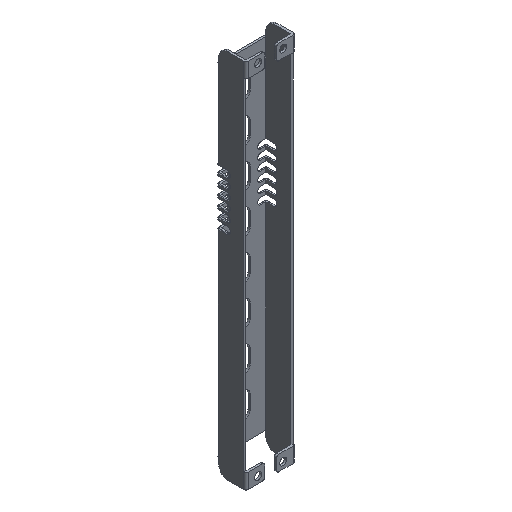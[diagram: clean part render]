
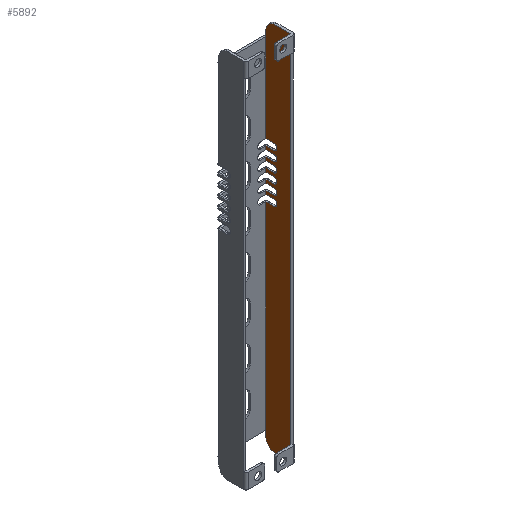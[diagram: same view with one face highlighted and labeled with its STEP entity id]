
A CAD part, isometric view. The second image highlights one B-rep face of the part: STEP entity #5892.
In plain terms, the highlighted planar face has unit normal (-1, 0, 0).
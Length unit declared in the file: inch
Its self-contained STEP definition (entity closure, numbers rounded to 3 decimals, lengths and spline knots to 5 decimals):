
#1557=CARTESIAN_POINT('',(0.64,-0.312,-5.03));
#1558=DIRECTION('',(-1.,0.,0.));
#1559=DIRECTION('',(0.,1.,0.));
#1560=AXIS2_PLACEMENT_3D('',#1557,#1558,#1559);
#1571=DIRECTION('',(0.,0.,1.));
#1572=VECTOR('',#1571,0.43);
#1573=CARTESIAN_POINT('',(0.64,-0.772,4.85));
#1574=LINE('',#1573,#1572);
#1575=DIRECTION('',(0.,0.,-1.));
#1576=VECTOR('',#1575,0.43);
#1577=CARTESIAN_POINT('',(0.64,-0.772,-4.85));
#1578=LINE('',#1577,#1576);
#1579=DIRECTION('',(0.,0.,1.));
#1580=VECTOR('',#1579,0.18);
#1581=CARTESIAN_POINT('',(0.64,-0.062,-5.03));
#1582=LINE('',#1581,#1580);
#1583=DIRECTION('',(0.,0.,1.));
#1584=VECTOR('',#1583,5.637);
#1585=CARTESIAN_POINT('',(0.64,-0.062,-4.85));
#1586=LINE('',#1585,#1584);
#1587=DIRECTION('',(0.,-1.,0.));
#1588=VECTOR('',#1587,0.218);
#1589=CARTESIAN_POINT('',(0.64,-0.062,0.787));
#1590=LINE('',#1589,#1588);
#1591=CARTESIAN_POINT('',(0.64,-0.28,0.875));
#1592=DIRECTION('',(1.,0.,0.));
#1593=DIRECTION('',(0.,0.,1.));
#1594=AXIS2_PLACEMENT_3D('',#1591,#1592,#1593);
#1596=DIRECTION('',(0.,-1.,0.));
#1597=VECTOR('',#1596,0.218);
#1598=CARTESIAN_POINT('',(0.64,-0.062,0.963));
#1599=LINE('',#1598,#1597);
#1600=DIRECTION('',(0.,0.,1.));
#1601=VECTOR('',#1600,0.099);
#1602=CARTESIAN_POINT('',(0.64,-0.062,0.963));
#1603=LINE('',#1602,#1601);
#1604=DIRECTION('',(0.,-1.,0.));
#1605=VECTOR('',#1604,0.218);
#1606=CARTESIAN_POINT('',(0.64,-0.062,1.062));
#1607=LINE('',#1606,#1605);
#1608=CARTESIAN_POINT('',(0.64,-0.28,1.15));
#1609=DIRECTION('',(1.,0.,0.));
#1610=DIRECTION('',(0.,0.,1.));
#1611=AXIS2_PLACEMENT_3D('',#1608,#1609,#1610);
#1613=DIRECTION('',(0.,-1.,0.));
#1614=VECTOR('',#1613,0.218);
#1615=CARTESIAN_POINT('',(0.64,-0.062,1.238));
#1616=LINE('',#1615,#1614);
#1617=DIRECTION('',(0.,0.,1.));
#1618=VECTOR('',#1617,0.099);
#1619=CARTESIAN_POINT('',(0.64,-0.062,1.238));
#1620=LINE('',#1619,#1618);
#1621=DIRECTION('',(0.,-1.,0.));
#1622=VECTOR('',#1621,0.218);
#1623=CARTESIAN_POINT('',(0.64,-0.062,1.337));
#1624=LINE('',#1623,#1622);
#1625=CARTESIAN_POINT('',(0.64,-0.28,1.425));
#1626=DIRECTION('',(1.,0.,0.));
#1627=DIRECTION('',(0.,0.,1.));
#1628=AXIS2_PLACEMENT_3D('',#1625,#1626,#1627);
#1630=DIRECTION('',(0.,-1.,0.));
#1631=VECTOR('',#1630,0.218);
#1632=CARTESIAN_POINT('',(0.64,-0.062,1.513));
#1633=LINE('',#1632,#1631);
#1634=DIRECTION('',(0.,0.,1.));
#1635=VECTOR('',#1634,0.099);
#1636=CARTESIAN_POINT('',(0.64,-0.062,1.513));
#1637=LINE('',#1636,#1635);
#1638=DIRECTION('',(0.,-1.,0.));
#1639=VECTOR('',#1638,0.218);
#1640=CARTESIAN_POINT('',(0.64,-0.062,1.612));
#1641=LINE('',#1640,#1639);
#1642=CARTESIAN_POINT('',(0.64,-0.28,1.7));
#1643=DIRECTION('',(1.,0.,0.));
#1644=DIRECTION('',(0.,0.,1.));
#1645=AXIS2_PLACEMENT_3D('',#1642,#1643,#1644);
#1647=DIRECTION('',(0.,-1.,0.));
#1648=VECTOR('',#1647,0.218);
#1649=CARTESIAN_POINT('',(0.64,-0.062,1.788));
#1650=LINE('',#1649,#1648);
#1651=DIRECTION('',(0.,0.,1.));
#1652=VECTOR('',#1651,0.099);
#1653=CARTESIAN_POINT('',(0.64,-0.062,1.788));
#1654=LINE('',#1653,#1652);
#1655=DIRECTION('',(0.,-1.,0.));
#1656=VECTOR('',#1655,0.218);
#1657=CARTESIAN_POINT('',(0.64,-0.062,1.887));
#1658=LINE('',#1657,#1656);
#1659=CARTESIAN_POINT('',(0.64,-0.28,1.975));
#1660=DIRECTION('',(1.,0.,0.));
#1661=DIRECTION('',(0.,0.,1.));
#1662=AXIS2_PLACEMENT_3D('',#1659,#1660,#1661);
#1664=DIRECTION('',(0.,-1.,0.));
#1665=VECTOR('',#1664,0.218);
#1666=CARTESIAN_POINT('',(0.64,-0.062,2.063));
#1667=LINE('',#1666,#1665);
#1668=DIRECTION('',(0.,0.,1.));
#1669=VECTOR('',#1668,0.099);
#1670=CARTESIAN_POINT('',(0.64,-0.062,2.063));
#1671=LINE('',#1670,#1669);
#1672=DIRECTION('',(0.,-1.,0.));
#1673=VECTOR('',#1672,0.218);
#1674=CARTESIAN_POINT('',(0.64,-0.062,2.162));
#1675=LINE('',#1674,#1673);
#1676=CARTESIAN_POINT('',(0.64,-0.28,2.25));
#1677=DIRECTION('',(1.,0.,0.));
#1678=DIRECTION('',(0.,0.,1.));
#1679=AXIS2_PLACEMENT_3D('',#1676,#1677,#1678);
#1681=DIRECTION('',(0.,-1.,0.));
#1682=VECTOR('',#1681,0.218);
#1683=CARTESIAN_POINT('',(0.64,-0.062,2.338));
#1684=LINE('',#1683,#1682);
#1685=DIRECTION('',(0.,0.,1.));
#1686=VECTOR('',#1685,2.512);
#1687=CARTESIAN_POINT('',(0.64,-0.062,2.338));
#1688=LINE('',#1687,#1686);
#1689=DIRECTION('',(0.,0.,-1.));
#1690=VECTOR('',#1689,0.18);
#1691=CARTESIAN_POINT('',(0.64,-0.062,5.03));
#1692=LINE('',#1691,#1690);
#1706=CARTESIAN_POINT('',(0.64,-0.312,5.03));
#1707=DIRECTION('',(-1.,0.,0.));
#1708=DIRECTION('',(0.,0.,1.));
#1709=AXIS2_PLACEMENT_3D('',#1706,#1707,#1708);
#1779=DIRECTION('',(0.,0.,1.));
#1780=VECTOR('',#1779,9.7);
#1781=CARTESIAN_POINT('',(0.64,-0.772,-4.85));
#1782=LINE('',#1781,#1780);
#1831=DIRECTION('',(0.,-1.,0.));
#1832=VECTOR('',#1831,0.46);
#1833=CARTESIAN_POINT('',(0.64,-0.312,-5.28));
#1834=LINE('',#1833,#1832);
#1959=DIRECTION('',(0.,-1.,0.));
#1960=VECTOR('',#1959,0.46);
#1961=CARTESIAN_POINT('',(0.64,-0.312,5.28));
#1962=LINE('',#1961,#1960);
#3073=CARTESIAN_POINT('',(0.64,-0.772,-4.85));
#3074=CARTESIAN_POINT('',(0.64,-0.772,-5.28));
#3075=VERTEX_POINT('',#3073);
#3076=VERTEX_POINT('',#3074);
#3077=CARTESIAN_POINT('',(0.64,-0.772,4.85));
#3079=VERTEX_POINT('',#3077);
#3151=CARTESIAN_POINT('',(0.64,-0.772,5.28));
#3152=VERTEX_POINT('',#3151);
#3217=CARTESIAN_POINT('',(0.64,-0.062,0.787));
#3218=CARTESIAN_POINT('',(0.64,-0.28,0.787));
#3219=VERTEX_POINT('',#3217);
#3220=VERTEX_POINT('',#3218);
#3221=CARTESIAN_POINT('',(0.64,-0.062,0.963));
#3222=CARTESIAN_POINT('',(0.64,-0.28,0.963));
#3223=VERTEX_POINT('',#3221);
#3224=VERTEX_POINT('',#3222);
#3290=CARTESIAN_POINT('',(0.64,-0.062,-4.85));
#3292=VERTEX_POINT('',#3290);
#3302=CARTESIAN_POINT('',(0.64,-0.062,4.85));
#3304=VERTEX_POINT('',#3302);
#3329=CARTESIAN_POINT('',(0.64,-0.062,1.062));
#3330=CARTESIAN_POINT('',(0.64,-0.28,1.062));
#3331=VERTEX_POINT('',#3329);
#3332=VERTEX_POINT('',#3330);
#3333=CARTESIAN_POINT('',(0.64,-0.062,1.238));
#3334=CARTESIAN_POINT('',(0.64,-0.28,1.238));
#3335=VERTEX_POINT('',#3333);
#3336=VERTEX_POINT('',#3334);
#3417=CARTESIAN_POINT('',(0.64,-0.062,1.337));
#3418=CARTESIAN_POINT('',(0.64,-0.28,1.337));
#3419=VERTEX_POINT('',#3417);
#3420=VERTEX_POINT('',#3418);
#3421=CARTESIAN_POINT('',(0.64,-0.062,1.513));
#3422=CARTESIAN_POINT('',(0.64,-0.28,1.513));
#3423=VERTEX_POINT('',#3421);
#3424=VERTEX_POINT('',#3422);
#3505=CARTESIAN_POINT('',(0.64,-0.062,1.612));
#3506=CARTESIAN_POINT('',(0.64,-0.28,1.612));
#3507=VERTEX_POINT('',#3505);
#3508=VERTEX_POINT('',#3506);
#3509=CARTESIAN_POINT('',(0.64,-0.062,1.788));
#3510=CARTESIAN_POINT('',(0.64,-0.28,1.788));
#3511=VERTEX_POINT('',#3509);
#3512=VERTEX_POINT('',#3510);
#3593=CARTESIAN_POINT('',(0.64,-0.062,1.887));
#3594=CARTESIAN_POINT('',(0.64,-0.28,1.887));
#3595=VERTEX_POINT('',#3593);
#3596=VERTEX_POINT('',#3594);
#3597=CARTESIAN_POINT('',(0.64,-0.062,2.063));
#3598=CARTESIAN_POINT('',(0.64,-0.28,2.063));
#3599=VERTEX_POINT('',#3597);
#3600=VERTEX_POINT('',#3598);
#3681=CARTESIAN_POINT('',(0.64,-0.062,2.162));
#3682=CARTESIAN_POINT('',(0.64,-0.28,2.162));
#3683=VERTEX_POINT('',#3681);
#3684=VERTEX_POINT('',#3682);
#3685=CARTESIAN_POINT('',(0.64,-0.062,2.338));
#3686=CARTESIAN_POINT('',(0.64,-0.28,2.338));
#3687=VERTEX_POINT('',#3685);
#3688=VERTEX_POINT('',#3686);
#3786=CARTESIAN_POINT('',(0.64,-0.062,5.03));
#3788=VERTEX_POINT('',#3786);
#3791=CARTESIAN_POINT('',(0.64,-0.312,5.28));
#3792=VERTEX_POINT('',#3791);
#3809=CARTESIAN_POINT('',(0.64,-0.062,-5.03));
#3811=VERTEX_POINT('',#3809);
#3813=CARTESIAN_POINT('',(0.64,-0.312,-5.28));
#3814=VERTEX_POINT('',#3813);
#5826=CARTESIAN_POINT('',(0.64,-0.062,-5.28));
#5827=DIRECTION('',(-1.,0.,0.));
#5828=DIRECTION('',(0.,-1.,0.));
#5829=AXIS2_PLACEMENT_3D('',#5826,#5827,#5828);
#5830=PLANE('',#5829);
#5832=ORIENTED_EDGE('',*,*,#5831,.F.);
#5834=ORIENTED_EDGE('',*,*,#5833,.T.);
#5836=ORIENTED_EDGE('',*,*,#5835,.F.);
#5838=ORIENTED_EDGE('',*,*,#5837,.F.);
#5840=ORIENTED_EDGE('',*,*,#5839,.T.);
#5842=ORIENTED_EDGE('',*,*,#5841,.F.);
#5843=ORIENTED_EDGE('',*,*,#5817,.F.);
#5844=ORIENTED_EDGE('',*,*,#5806,.T.);
#5845=ORIENTED_EDGE('',*,*,#4269,.T.);
#5847=ORIENTED_EDGE('',*,*,#5846,.T.);
#5849=ORIENTED_EDGE('',*,*,#5848,.F.);
#5851=ORIENTED_EDGE('',*,*,#5850,.F.);
#5852=ORIENTED_EDGE('',*,*,#4261,.T.);
#5854=ORIENTED_EDGE('',*,*,#5853,.T.);
#5856=ORIENTED_EDGE('',*,*,#5855,.F.);
#5858=ORIENTED_EDGE('',*,*,#5857,.F.);
#5859=ORIENTED_EDGE('',*,*,#4253,.T.);
#5861=ORIENTED_EDGE('',*,*,#5860,.T.);
#5863=ORIENTED_EDGE('',*,*,#5862,.F.);
#5865=ORIENTED_EDGE('',*,*,#5864,.F.);
#5866=ORIENTED_EDGE('',*,*,#4245,.T.);
#5868=ORIENTED_EDGE('',*,*,#5867,.T.);
#5870=ORIENTED_EDGE('',*,*,#5869,.F.);
#5872=ORIENTED_EDGE('',*,*,#5871,.F.);
#5873=ORIENTED_EDGE('',*,*,#4237,.T.);
#5875=ORIENTED_EDGE('',*,*,#5874,.T.);
#5877=ORIENTED_EDGE('',*,*,#5876,.F.);
#5879=ORIENTED_EDGE('',*,*,#5878,.F.);
#5880=ORIENTED_EDGE('',*,*,#4229,.T.);
#5882=ORIENTED_EDGE('',*,*,#5881,.T.);
#5884=ORIENTED_EDGE('',*,*,#5883,.F.);
#5886=ORIENTED_EDGE('',*,*,#5885,.F.);
#5887=ORIENTED_EDGE('',*,*,#4221,.T.);
#5889=ORIENTED_EDGE('',*,*,#5888,.F.);
#5890=EDGE_LOOP('',(#5832,#5834,#5836,#5838,#5840,#5842,#5843,#5844,#5845,#5847,
#5849,#5851,#5852,#5854,#5856,#5858,#5859,#5861,#5863,#5865,#5866,#5868,#5870,
#5872,#5873,#5875,#5877,#5879,#5880,#5882,#5884,#5886,#5887,#5889));
#5891=FACE_OUTER_BOUND('',#5890,.F.);
#5892=ADVANCED_FACE('',(#5891),#5830,.T.);
#1561=CIRCLE('',#1560,0.25);
#1595=CIRCLE('',#1594,0.088);
#1612=CIRCLE('',#1611,0.088);
#1629=CIRCLE('',#1628,0.088);
#1646=CIRCLE('',#1645,0.088);
#1663=CIRCLE('',#1662,0.088);
#1680=CIRCLE('',#1679,0.088);
#1710=CIRCLE('',#1709,0.25);
#4221=EDGE_CURVE('',#3687,#3304,#1688,.T.);
#4229=EDGE_CURVE('',#3599,#3683,#1671,.T.);
#4237=EDGE_CURVE('',#3511,#3595,#1654,.T.);
#4245=EDGE_CURVE('',#3423,#3507,#1637,.T.);
#4253=EDGE_CURVE('',#3335,#3419,#1620,.T.);
#4261=EDGE_CURVE('',#3223,#3331,#1603,.T.);
#4269=EDGE_CURVE('',#3292,#3219,#1586,.T.);
#5806=EDGE_CURVE('',#3811,#3292,#1582,.T.);
#5817=EDGE_CURVE('',#3811,#3814,#1561,.T.);
#5831=EDGE_CURVE('',#3792,#3788,#1710,.T.);
#5833=EDGE_CURVE('',#3792,#3152,#1962,.T.);
#5835=EDGE_CURVE('',#3079,#3152,#1574,.T.);
#5837=EDGE_CURVE('',#3075,#3079,#1782,.T.);
#5839=EDGE_CURVE('',#3075,#3076,#1578,.T.);
#5841=EDGE_CURVE('',#3814,#3076,#1834,.T.);
#5846=EDGE_CURVE('',#3219,#3220,#1590,.T.);
#5848=EDGE_CURVE('',#3224,#3220,#1595,.T.);
#5850=EDGE_CURVE('',#3223,#3224,#1599,.T.);
#5853=EDGE_CURVE('',#3331,#3332,#1607,.T.);
#5855=EDGE_CURVE('',#3336,#3332,#1612,.T.);
#5857=EDGE_CURVE('',#3335,#3336,#1616,.T.);
#5860=EDGE_CURVE('',#3419,#3420,#1624,.T.);
#5862=EDGE_CURVE('',#3424,#3420,#1629,.T.);
#5864=EDGE_CURVE('',#3423,#3424,#1633,.T.);
#5867=EDGE_CURVE('',#3507,#3508,#1641,.T.);
#5869=EDGE_CURVE('',#3512,#3508,#1646,.T.);
#5871=EDGE_CURVE('',#3511,#3512,#1650,.T.);
#5874=EDGE_CURVE('',#3595,#3596,#1658,.T.);
#5876=EDGE_CURVE('',#3600,#3596,#1663,.T.);
#5878=EDGE_CURVE('',#3599,#3600,#1667,.T.);
#5881=EDGE_CURVE('',#3683,#3684,#1675,.T.);
#5883=EDGE_CURVE('',#3688,#3684,#1680,.T.);
#5885=EDGE_CURVE('',#3687,#3688,#1684,.T.);
#5888=EDGE_CURVE('',#3788,#3304,#1692,.T.);
